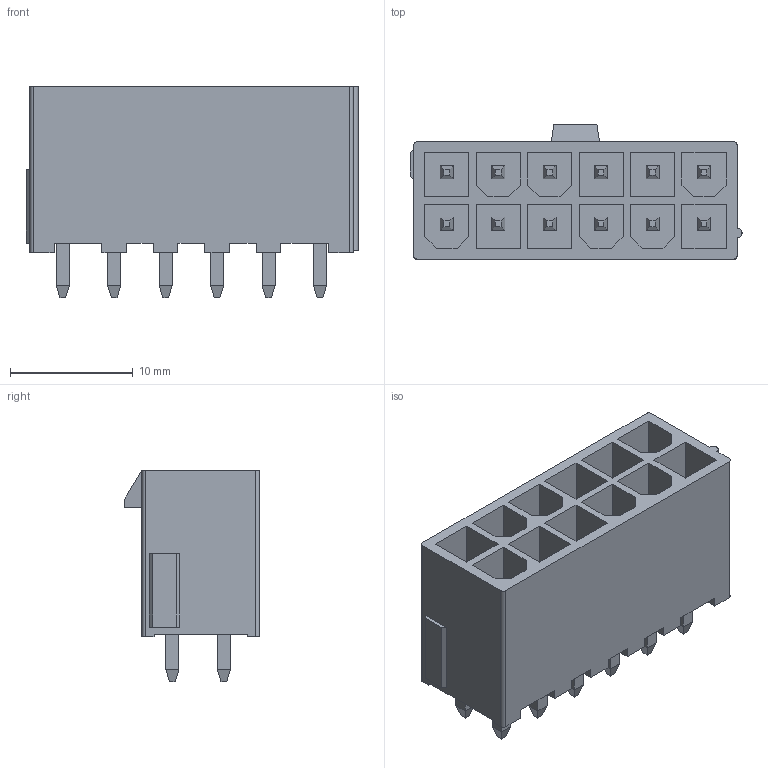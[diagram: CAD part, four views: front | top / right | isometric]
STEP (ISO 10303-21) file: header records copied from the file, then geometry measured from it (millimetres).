
FILE_DESCRIPTION((''),'2;1');
FILE_NAME('462071012','2017-01-27T',('ksrinivasara'),(''),'PRO/ENGINEER BY PARAMETRIC TECHNOLOGY CORPORATION, 2012310','PRO/ENGINEER BY PARAMETRIC TECHNOLOGY CORPORATION, 2012310','');
FILE_SCHEMA(('CONFIG_CONTROL_DESIGN'));
Length unit declared in the file: millimetre
Products named in the file (1): 462071012
Bounding box: 27.1 x 11 x 17.26 mm (x, y, z)
Volume: 2041.4 mm3; surface area: 3472.7 mm2
Topology: 1 solids, 1 shells, 358 faces, 889 edges, 576 vertices
Faces by surface type: plane 353, cylinder 5
Entity records: 10306 total; most frequent: CARTESIAN_POINT 1788, ORIENTED_EDGE 1718, DIRECTION 1641, EDGE_CURVE 859, VECTOR 855, LINE 855, VERTEX_POINT 540, EDGE_LOOP 395
